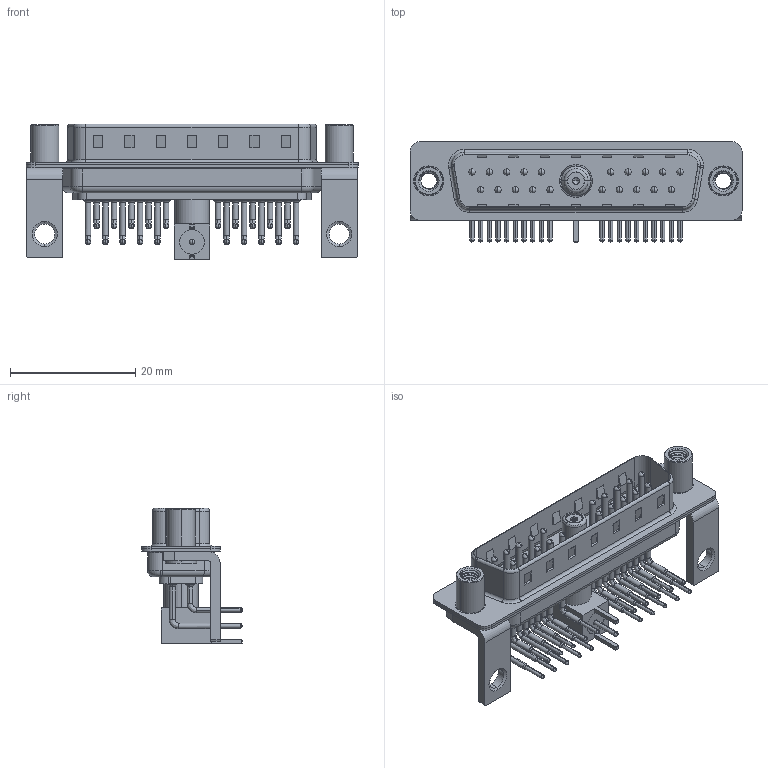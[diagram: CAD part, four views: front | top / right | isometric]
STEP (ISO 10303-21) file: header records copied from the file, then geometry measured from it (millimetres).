
FILE_DESCRIPTION (( 'STEP AP203' ), '1' );
FILE_NAME ('629-21W1240-7T6.STEP', '2022-05-13T22:01:02', ( '' ), ( '' ), 'SwSTEP 2.0', 'SolidWorks 2020', '' );
FILE_SCHEMA (( 'CONFIG_CONTROL_DESIGN' ));
Length unit declared in the file: millimetre
Products named in the file (16): 629-21W1240-7T6; 629Combo Threaded Standoff_D; 629Combo Contact Row 2; 629Combo Shell Front_25 Contacts; Insulator RA Pin; Insulator Socket; 629Combo Stabilizer Bracket; Insulator Socket 2; RA Back Shell; Co-Ax Jack Assy_RA; 629Combo Housing_21W1; Socket_RA; Co-Ax Jack_RA PC Tail; 629Combo Contact Row 1; 629Combo Shell Rear_25 Contacts; Locking Collar
Assembly tree (35 placements, depth 3):
  629-21W1240-7T6
    629Combo Housing_21W1
    629Combo Shell Rear_25 Contacts
    629Combo Shell Front_25 Contacts
    629Combo Stabilizer Bracket  x2
    629Combo Threaded Standoff_D  x2
    Co-Ax Jack Assy_RA
      Co-Ax Jack_RA PC Tail
      Insulator Socket
      Insulator Socket 2
      Locking Collar
      Socket_RA
      RA Back Shell
      Insulator RA Pin
    629Combo Contact Row 1  x10
    629Combo Contact Row 2  x10
Bounding box: 53.05 x 16 x 21.71 mm (x, y, z)
Volume: 3549.8 mm3; surface area: 9364.3 mm2
Topology: 34 solids, 34 shells, 2826 faces, 7792 edges, 5053 vertices
Faces by surface type: plane 1530, cylinder 996, bspline 127, cone 115, torus 56, sphere 2
Entity records: 32235 total; most frequent: CARTESIAN_POINT 7468, DIRECTION 4906, ORIENTED_EDGE 4564, EDGE_CURVE 2282, AXIS2_PLACEMENT_3D 1801, VERTEX_POINT 1472, LINE 1304, VECTOR 1304
